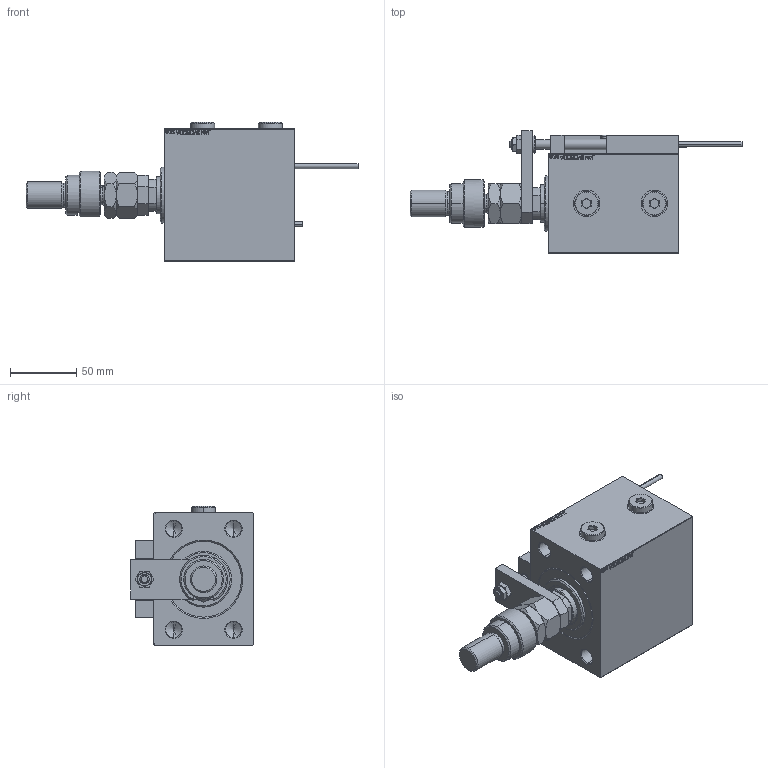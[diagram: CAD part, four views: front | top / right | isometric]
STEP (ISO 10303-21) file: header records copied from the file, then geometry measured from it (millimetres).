
FILE_DESCRIPTION (( 'STEP AP203' ), '1' );
FILE_NAME ('22f4.STEP', '2024-02-12T23:32:40', ( '' ), ( '' ), 'SwSTEP 2.0', 'SolidWorks 2019', '' );
FILE_SCHEMA (( 'CONFIG_CONTROL_DESIGN' ));
Length unit declared in the file: millimetre
Products named in the file (20): V450CM_B_Body fd6063a244fe958f182b021d375d4733; NUT_D10 fd6063a244fe958f182b021d375d4733; MFA fd6063a244fe958f182b021d375d4733; SWITCH X fd6063a244fe958f182b021d375d4733; NUT_D12 fd6063a244fe958f182b021d375d4733; Zatka_OIL_PORT fd6063a244fe958f182b021d375d4733; KONCOVKA fd6063a244fe958f182b021d375d4733; X_Y_DFA fd6063a244fe958f182b021d375d4733; SWITCH_X_FRONT_BACK fd6063a244fe958f182b021d375d4733; SWITCH DIM B,W fd6063a244fe958f182b021d375d4733; 22f4; TYC_L79 fd6063a244fe958f182b021d375d4733; Block fd6063a244fe958f182b021d375d4733; MAGNET fd6063a244fe958f182b021d375d4733; ALLEN BOLT D5 fd6063a244fe958f182b021d375d4733; V450CM_B_VCP fd6063a244fe958f182b021d375d4733; ALLEN BOLT D8 fd6063a244fe958f182b021d375d4733; ZARAZKA fd6063a244fe958f182b021d375d4733; V450CM_VC_B fd6063a244fe958f182b021d375d4733; FEMALE_PART_FOR_DFA fd6063a244fe958f182b021d375d4733
Assembly tree (30 placements, depth 3):
  22f4
    V450CM_B_Body fd6063a244fe958f182b021d375d4733
    V450CM_B_VCP fd6063a244fe958f182b021d375d4733
    SWITCH X fd6063a244fe958f182b021d375d4733
      SWITCH_X_FRONT_BACK fd6063a244fe958f182b021d375d4733  x2
      TYC_L79 fd6063a244fe958f182b021d375d4733
      Block fd6063a244fe958f182b021d375d4733  x2
      ALLEN BOLT D5 fd6063a244fe958f182b021d375d4733  x4
      ALLEN BOLT D8 fd6063a244fe958f182b021d375d4733  x4
      MAGNET fd6063a244fe958f182b021d375d4733  x2
      KONCOVKA fd6063a244fe958f182b021d375d4733  x2
    NUT_D10 fd6063a244fe958f182b021d375d4733
    NUT_D12 fd6063a244fe958f182b021d375d4733
    SWITCH DIM B,W fd6063a244fe958f182b021d375d4733
    ZARAZKA fd6063a244fe958f182b021d375d4733
    V450CM_VC_B fd6063a244fe958f182b021d375d4733
    X_Y_DFA fd6063a244fe958f182b021d375d4733
      FEMALE_PART_FOR_DFA fd6063a244fe958f182b021d375d4733
      MFA fd6063a244fe958f182b021d375d4733
    Zatka_OIL_PORT fd6063a244fe958f182b021d375d4733  x2
Bounding box: 250 x 92.5 x 104.9 mm (x, y, z)
Volume: 782223.4 mm3; surface area: 137933.9 mm2
Topology: 28 solids, 28 shells, 1460 faces, 3460 edges, 2178 vertices
Faces by surface type: plane 624, bspline 380, cylinder 215, cone 189, torus 48, sphere 4
Entity records: 55469 total; most frequent: CARTESIAN_POINT 27309, ORIENTED_EDGE 5828, DIRECTION 4171, EDGE_CURVE 2914, VERTEX_POINT 1878, LINE 1635, VECTOR 1635, EDGE_LOOP 1358
